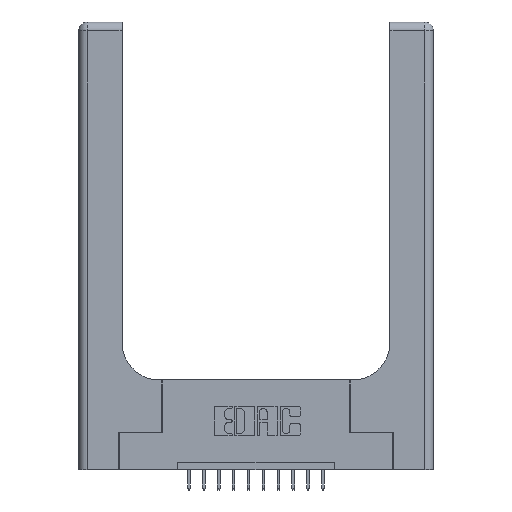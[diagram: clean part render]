
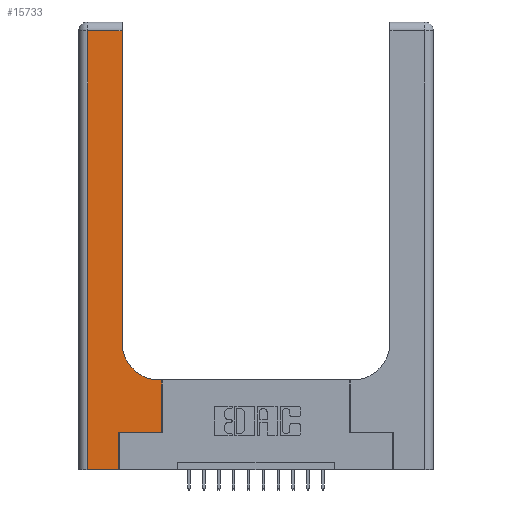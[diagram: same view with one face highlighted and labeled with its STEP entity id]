
A CAD part, top view. The second image highlights one B-rep face of the part: STEP entity #15733.
In plain terms, the highlighted planar face has unit normal (0, 0, 1).
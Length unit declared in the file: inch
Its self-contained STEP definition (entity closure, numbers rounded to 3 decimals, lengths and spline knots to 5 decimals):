
#17 = DIRECTION ( 'NONE',  ( 0., -1., 0. ) ) ;
#38 = VECTOR ( 'NONE', #17, 39.37008 ) ;
#204 = VERTEX_POINT ( 'NONE', #8452 ) ;
#219 = LINE ( 'NONE', #16239, #11413 ) ;
#473 = EDGE_CURVE ( 'NONE', #13980, #3750, #2988, .T. ) ;
#566 = CARTESIAN_POINT ( 'NONE',  ( 0.269, 0.25, 0.37 ) ) ;
#1362 = EDGE_LOOP ( 'NONE', ( #4892, #12853, #8328, #8183, #4904, #15651, #7947, #2690, #13044 ) ) ;
#1507 = CARTESIAN_POINT ( 'NONE',  ( 0.06, 3., 0.37 ) ) ;
#1546 = DIRECTION ( 'NONE',  ( 0., 0., -1. ) ) ;
#1924 = EDGE_CURVE ( 'NONE', #16243, #4517, #14077, .T. ) ;
#2012 = DIRECTION ( 'NONE',  ( 0., 1., 0. ) ) ;
#2183 = VECTOR ( 'NONE', #17040, 39.37008 ) ;
#2488 = EDGE_CURVE ( 'NONE', #11005, #204, #6859, .T. ) ;
#2690 = ORIENTED_EDGE ( 'NONE', *, *, #1924, .T. ) ;
#2694 = CARTESIAN_POINT ( 'NONE',  ( 0.5585, 0.25, 0.37 ) ) ;
#2988 = LINE ( 'NONE', #9560, #5803 ) ;
#3274 = CARTESIAN_POINT ( 'NONE',  ( 0.2915, 0.85, 0.37 ) ) ;
#3750 = VERTEX_POINT ( 'NONE', #5753 ) ;
#3754 = DIRECTION ( 'NONE',  ( -1., 0., 0. ) ) ;
#3756 = PLANE ( 'NONE',  #12739 ) ;
#3758 = EDGE_CURVE ( 'NONE', #3750, #11005, #219, .T. ) ;
#4517 = VERTEX_POINT ( 'NONE', #5517 ) ;
#4770 = VECTOR ( 'NONE', #12283, 39.37008 ) ;
#4892 = ORIENTED_EDGE ( 'NONE', *, *, #473, .T. ) ;
#4904 = ORIENTED_EDGE ( 'NONE', *, *, #9775, .T. ) ;
#5022 = EDGE_CURVE ( 'NONE', #8387, #12986, #14872, .T. ) ;
#5321 = CARTESIAN_POINT ( 'NONE',  ( 0.5585, 0.25, 0.37 ) ) ;
#5427 = CARTESIAN_POINT ( 'NONE',  ( 0.5415, 0.85, 0.37 ) ) ;
#5456 = DIRECTION ( 'NONE',  ( 1., 0., 0. ) ) ;
#5517 = CARTESIAN_POINT ( 'NONE',  ( 0.5415, 0.6, 0.37 ) ) ;
#5753 = CARTESIAN_POINT ( 'NONE',  ( 0.2915, 2.94, 0.37 ) ) ;
#5803 = VECTOR ( 'NONE', #10608, 39.37008 ) ;
#5843 = DIRECTION ( 'NONE',  ( -1., 0., 0. ) ) ;
#6316 = CIRCLE ( 'NONE', #6582, 0.25 ) ;
#6481 = LINE ( 'NONE', #2694, #2183 ) ;
#6582 = AXIS2_PLACEMENT_3D ( 'NONE', #5427, #1546, #16001 ) ;
#6859 = LINE ( 'NONE', #1507, #38 ) ;
#7379 = VERTEX_POINT ( 'NONE', #10403 ) ;
#7428 = EDGE_CURVE ( 'NONE', #204, #7379, #13382, .T. ) ;
#7645 = CARTESIAN_POINT ( 'NONE',  ( 0., 3., 0.37 ) ) ;
#7947 = ORIENTED_EDGE ( 'NONE', *, *, #14541, .T. ) ;
#8183 = ORIENTED_EDGE ( 'NONE', *, *, #7428, .T. ) ;
#8328 = ORIENTED_EDGE ( 'NONE', *, *, #2488, .T. ) ;
#8387 = VERTEX_POINT ( 'NONE', #14158 ) ;
#8452 = CARTESIAN_POINT ( 'NONE',  ( 0.06, 0., 0.37 ) ) ;
#9029 = DIRECTION ( 'NONE',  ( 0., 0., -1. ) ) ;
#9560 = CARTESIAN_POINT ( 'NONE',  ( 0.2915, 3., 0.37 ) ) ;
#9775 = EDGE_CURVE ( 'NONE', #7379, #8387, #11347, .T. ) ;
#10403 = CARTESIAN_POINT ( 'NONE',  ( 0.269, 0., 0.37 ) ) ;
#10608 = DIRECTION ( 'NONE',  ( 0., 1., 0. ) ) ;
#10965 = VECTOR ( 'NONE', #2012, 39.37008 ) ;
#11005 = VERTEX_POINT ( 'NONE', #14405 ) ;
#11347 = LINE ( 'NONE', #15334, #10965 ) ;
#11413 = VECTOR ( 'NONE', #5843, 39.37008 ) ;
#11800 = DIRECTION ( 'NONE',  ( -1., 0., 0. ) ) ;
#12283 = DIRECTION ( 'NONE',  ( 1., 0., 0. ) ) ;
#12489 = VECTOR ( 'NONE', #3754, 39.37008 ) ;
#12739 = AXIS2_PLACEMENT_3D ( 'NONE', #7645, #9029, #11800 ) ;
#12853 = ORIENTED_EDGE ( 'NONE', *, *, #3758, .T. ) ;
#12951 = FACE_OUTER_BOUND ( 'NONE', #1362, .T. ) ;
#12986 = VERTEX_POINT ( 'NONE', #5321 ) ;
#13044 = ORIENTED_EDGE ( 'NONE', *, *, #14847, .T. ) ;
#13382 = LINE ( 'NONE', #14316, #14778 ) ;
#13771 = CARTESIAN_POINT ( 'NONE',  ( 0.5585, 0.6, 0.37 ) ) ;
#13980 = VERTEX_POINT ( 'NONE', #3274 ) ;
#14077 = LINE ( 'NONE', #16732, #12489 ) ;
#14158 = CARTESIAN_POINT ( 'NONE',  ( 0.269, 0.25, 0.37 ) ) ;
#14316 = CARTESIAN_POINT ( 'NONE',  ( 0., 0., 0.37 ) ) ;
#14405 = CARTESIAN_POINT ( 'NONE',  ( 0.06, 2.94, 0.37 ) ) ;
#14541 = EDGE_CURVE ( 'NONE', #12986, #16243, #6481, .T. ) ;
#14778 = VECTOR ( 'NONE', #5456, 39.37008 ) ;
#14847 = EDGE_CURVE ( 'NONE', #4517, #13980, #6316, .T. ) ;
#14872 = LINE ( 'NONE', #566, #4770 ) ;
#15334 = CARTESIAN_POINT ( 'NONE',  ( 0.269, 0., 0.37 ) ) ;
#15651 = ORIENTED_EDGE ( 'NONE', *, *, #5022, .T. ) ;
#15733 = ADVANCED_FACE ( 'NONE', ( #12951 ), #3756, .F. ) ;
#16001 = DIRECTION ( 'NONE',  ( 1., 0., 0. ) ) ;
#16239 = CARTESIAN_POINT ( 'NONE',  ( 0., 2.94, 0.37 ) ) ;
#16243 = VERTEX_POINT ( 'NONE', #13771 ) ;
#16732 = CARTESIAN_POINT ( 'NONE',  ( 0.2915, 0.6, 0.37 ) ) ;
#17040 = DIRECTION ( 'NONE',  ( 0., 1., 0. ) ) ;
